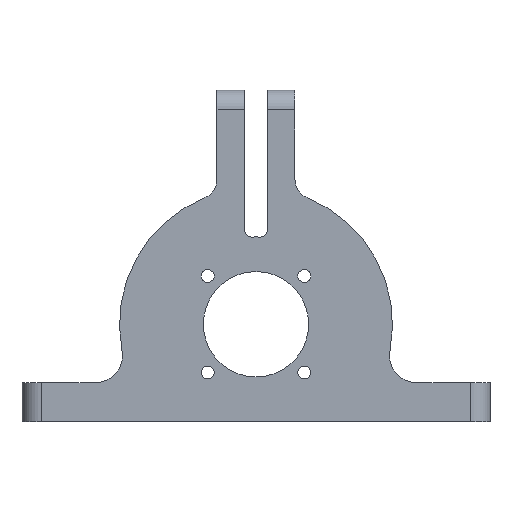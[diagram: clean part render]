
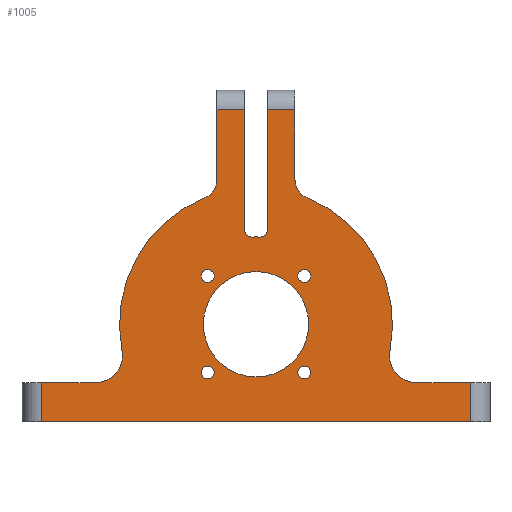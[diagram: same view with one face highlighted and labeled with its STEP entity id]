
A CAD part, left-side view. The second image highlights one B-rep face of the part: STEP entity #1005.
In plain terms, the highlighted planar face has unit normal (-1, 0, 0).
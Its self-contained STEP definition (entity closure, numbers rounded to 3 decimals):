
#26=FACE_BOUND('',#206,.T.);
#27=FACE_BOUND('',#207,.T.);
#28=FACE_BOUND('',#208,.T.);
#29=FACE_BOUND('',#209,.T.);
#30=FACE_BOUND('',#210,.T.);
#78=CIRCLE('',#1100,2.);
#79=CIRCLE('',#1101,22.375);
#80=CIRCLE('',#1102,2.);
#81=CIRCLE('',#1103,5.);
#82=CIRCLE('',#1104,35.);
#83=CIRCLE('',#1105,7.);
#84=CIRCLE('',#1106,7.);
#85=CIRCLE('',#1107,35.);
#86=CIRCLE('',#1108,5.);
#87=CIRCLE('',#1109,1.65);
#88=CIRCLE('',#1110,13.5);
#89=CIRCLE('',#1111,1.65);
#90=CIRCLE('',#1112,1.65);
#91=CIRCLE('',#1113,1.65);
#124=PLANE('',#1099);
#143=FACE_OUTER_BOUND('',#205,.T.);
#205=EDGE_LOOP('',(#735,#736,#737,#738,#739,#740,#741,#742,#743,#744,#745,
#746,#747,#748,#749,#750,#751,#752,#753,#754));
#206=EDGE_LOOP('',(#755));
#207=EDGE_LOOP('',(#756));
#208=EDGE_LOOP('',(#757));
#209=EDGE_LOOP('',(#758));
#210=EDGE_LOOP('',(#759));
#286=LINE('',#1611,#359);
#293=LINE('',#1635,#366);
#295=LINE('',#1648,#368);
#296=LINE('',#1651,#369);
#297=LINE('',#1659,#370);
#298=LINE('',#1660,#371);
#299=LINE('',#1668,#372);
#300=LINE('',#1670,#373);
#301=LINE('',#1672,#374);
#302=LINE('',#1674,#375);
#303=LINE('',#1676,#376);
#359=VECTOR('',#1250,10.);
#366=VECTOR('',#1273,10.);
#368=VECTOR('',#1287,10.);
#369=VECTOR('',#1290,10.);
#370=VECTOR('',#1297,10.);
#371=VECTOR('',#1298,10.);
#372=VECTOR('',#1305,10.);
#373=VECTOR('',#1306,10.);
#374=VECTOR('',#1307,10.);
#375=VECTOR('',#1308,10.);
#376=VECTOR('',#1309,10.);
#455=VERTEX_POINT('',#1608);
#456=VERTEX_POINT('',#1610);
#464=VERTEX_POINT('',#1632);
#465=VERTEX_POINT('',#1634);
#470=VERTEX_POINT('',#1646);
#471=VERTEX_POINT('',#1650);
#472=VERTEX_POINT('',#1652);
#473=VERTEX_POINT('',#1654);
#474=VERTEX_POINT('',#1656);
#475=VERTEX_POINT('',#1658);
#476=VERTEX_POINT('',#1661);
#477=VERTEX_POINT('',#1663);
#478=VERTEX_POINT('',#1665);
#479=VERTEX_POINT('',#1667);
#480=VERTEX_POINT('',#1669);
#481=VERTEX_POINT('',#1671);
#482=VERTEX_POINT('',#1673);
#483=VERTEX_POINT('',#1675);
#484=VERTEX_POINT('',#1677);
#485=VERTEX_POINT('',#1679);
#486=VERTEX_POINT('',#1682);
#487=VERTEX_POINT('',#1684);
#488=VERTEX_POINT('',#1686);
#489=VERTEX_POINT('',#1688);
#490=VERTEX_POINT('',#1690);
#557=EDGE_CURVE('',#456,#455,#286,.T.);
#569=EDGE_CURVE('',#465,#464,#293,.T.);
#576=EDGE_CURVE('',#470,#455,#295,.T.);
#577=EDGE_CURVE('',#470,#471,#296,.T.);
#578=EDGE_CURVE('',#472,#471,#78,.T.);
#579=EDGE_CURVE('',#472,#473,#79,.T.);
#580=EDGE_CURVE('',#474,#473,#80,.T.);
#581=EDGE_CURVE('',#474,#475,#297,.T.);
#582=EDGE_CURVE('',#465,#475,#298,.T.);
#583=EDGE_CURVE('',#476,#464,#81,.T.);
#584=EDGE_CURVE('',#476,#477,#82,.T.);
#585=EDGE_CURVE('',#478,#477,#83,.T.);
#586=EDGE_CURVE('',#479,#478,#299,.T.);
#587=EDGE_CURVE('',#480,#479,#300,.T.);
#588=EDGE_CURVE('',#480,#481,#301,.T.);
#589=EDGE_CURVE('',#482,#481,#302,.T.);
#590=EDGE_CURVE('',#483,#482,#303,.T.);
#591=EDGE_CURVE('',#484,#483,#84,.T.);
#592=EDGE_CURVE('',#484,#485,#85,.T.);
#593=EDGE_CURVE('',#456,#485,#86,.T.);
#594=EDGE_CURVE('',#486,#486,#87,.T.);
#595=EDGE_CURVE('',#487,#487,#88,.T.);
#596=EDGE_CURVE('',#488,#488,#89,.T.);
#597=EDGE_CURVE('',#489,#489,#90,.T.);
#598=EDGE_CURVE('',#490,#490,#91,.T.);
#735=ORIENTED_EDGE('',*,*,#576,.F.);
#736=ORIENTED_EDGE('',*,*,#577,.T.);
#737=ORIENTED_EDGE('',*,*,#578,.F.);
#738=ORIENTED_EDGE('',*,*,#579,.T.);
#739=ORIENTED_EDGE('',*,*,#580,.F.);
#740=ORIENTED_EDGE('',*,*,#581,.T.);
#741=ORIENTED_EDGE('',*,*,#582,.F.);
#742=ORIENTED_EDGE('',*,*,#569,.T.);
#743=ORIENTED_EDGE('',*,*,#583,.F.);
#744=ORIENTED_EDGE('',*,*,#584,.T.);
#745=ORIENTED_EDGE('',*,*,#585,.F.);
#746=ORIENTED_EDGE('',*,*,#586,.F.);
#747=ORIENTED_EDGE('',*,*,#587,.F.);
#748=ORIENTED_EDGE('',*,*,#588,.T.);
#749=ORIENTED_EDGE('',*,*,#589,.F.);
#750=ORIENTED_EDGE('',*,*,#590,.F.);
#751=ORIENTED_EDGE('',*,*,#591,.F.);
#752=ORIENTED_EDGE('',*,*,#592,.T.);
#753=ORIENTED_EDGE('',*,*,#593,.F.);
#754=ORIENTED_EDGE('',*,*,#557,.T.);
#755=ORIENTED_EDGE('',*,*,#594,.T.);
#756=ORIENTED_EDGE('',*,*,#595,.T.);
#757=ORIENTED_EDGE('',*,*,#596,.T.);
#758=ORIENTED_EDGE('',*,*,#597,.T.);
#759=ORIENTED_EDGE('',*,*,#598,.T.);
#1005=ADVANCED_FACE('',(#143,#26,#27,#28,#29,#30),#124,.T.);
#1099=AXIS2_PLACEMENT_3D('',#1649,#1288,#1289);
#1100=AXIS2_PLACEMENT_3D('',#1653,#1291,#1292);
#1101=AXIS2_PLACEMENT_3D('',#1655,#1293,#1294);
#1102=AXIS2_PLACEMENT_3D('',#1657,#1295,#1296);
#1103=AXIS2_PLACEMENT_3D('',#1662,#1299,#1300);
#1104=AXIS2_PLACEMENT_3D('',#1664,#1301,#1302);
#1105=AXIS2_PLACEMENT_3D('',#1666,#1303,#1304);
#1106=AXIS2_PLACEMENT_3D('',#1678,#1310,#1311);
#1107=AXIS2_PLACEMENT_3D('',#1680,#1312,#1313);
#1108=AXIS2_PLACEMENT_3D('',#1681,#1314,#1315);
#1109=AXIS2_PLACEMENT_3D('',#1683,#1316,#1317);
#1110=AXIS2_PLACEMENT_3D('',#1685,#1318,#1319);
#1111=AXIS2_PLACEMENT_3D('',#1687,#1320,#1321);
#1112=AXIS2_PLACEMENT_3D('',#1689,#1322,#1323);
#1113=AXIS2_PLACEMENT_3D('',#1691,#1324,#1325);
#1250=DIRECTION('',(0.,0.,1.));
#1273=DIRECTION('',(0.,0.,-1.));
#1287=DIRECTION('',(0.,-1.,0.));
#1288=DIRECTION('center_axis',(-1.,0.,0.));
#1289=DIRECTION('ref_axis',(0.,-1.,0.));
#1290=DIRECTION('',(0.,0.,-1.));
#1291=DIRECTION('center_axis',(-1.,0.,0.));
#1292=DIRECTION('ref_axis',(0.,-0.692,-0.721));
#1293=DIRECTION('center_axis',(-1.,0.,0.));
#1294=DIRECTION('ref_axis',(0.,1.,0.));
#1295=DIRECTION('center_axis',(-1.,0.,0.));
#1296=DIRECTION('ref_axis',(0.,0.692,-0.721));
#1297=DIRECTION('',(0.,0.,1.));
#1298=DIRECTION('',(0.,-1.,0.));
#1299=DIRECTION('center_axis',(-1.,0.,0.));
#1300=DIRECTION('ref_axis',(0.,-0.829,-0.559));
#1301=DIRECTION('center_axis',(-1.,0.,0.));
#1302=DIRECTION('ref_axis',(0.,-1.,0.));
#1303=DIRECTION('center_axis',(-1.,0.,0.));
#1304=DIRECTION('ref_axis',(0.,-0.772,-0.636));
#1305=DIRECTION('',(0.,-1.,0.));
#1306=DIRECTION('',(0.,0.,1.));
#1307=DIRECTION('',(0.,-1.,0.));
#1308=DIRECTION('',(0.,0.,-1.));
#1309=DIRECTION('',(0.,-1.,0.));
#1310=DIRECTION('center_axis',(-1.,0.,0.));
#1311=DIRECTION('ref_axis',(0.,0.772,-0.636));
#1312=DIRECTION('center_axis',(-1.,0.,0.));
#1313=DIRECTION('ref_axis',(0.,-1.,0.));
#1314=DIRECTION('center_axis',(-1.,0.,0.));
#1315=DIRECTION('ref_axis',(0.,0.829,-0.559));
#1316=DIRECTION('center_axis',(1.,0.,0.));
#1317=DIRECTION('ref_axis',(0.,-1.,0.));
#1318=DIRECTION('center_axis',(1.,0.,0.));
#1319=DIRECTION('ref_axis',(0.,-1.,0.));
#1320=DIRECTION('center_axis',(1.,0.,0.));
#1321=DIRECTION('ref_axis',(0.,-1.,0.));
#1322=DIRECTION('center_axis',(1.,0.,0.));
#1323=DIRECTION('ref_axis',(0.,-1.,0.));
#1324=DIRECTION('center_axis',(1.,0.,0.));
#1325=DIRECTION('ref_axis',(0.,-1.,0.));
#1608=CARTESIAN_POINT('',(-12.,-10.,55.));
#1610=CARTESIAN_POINT('',(-12.,-10.,37.081));
#1611=CARTESIAN_POINT('',(-12.,-10.,0.));
#1632=CARTESIAN_POINT('',(-12.,10.,37.081));
#1634=CARTESIAN_POINT('',(-12.,10.,55.));
#1635=CARTESIAN_POINT('',(-12.,10.,0.));
#1646=CARTESIAN_POINT('',(-12.,-3.,55.));
#1648=CARTESIAN_POINT('',(-12.,-5.,55.));
#1649=CARTESIAN_POINT('Origin',(-12.,0.,5.));
#1650=CARTESIAN_POINT('',(-12.,-3.,24.354));
#1651=CARTESIAN_POINT('',(-12.,-3.,0.));
#1652=CARTESIAN_POINT('',(-12.,-0.918,22.356));
#1653=CARTESIAN_POINT('Origin',(-12.,-1.,24.354));
#1654=CARTESIAN_POINT('',(-12.,0.918,22.356));
#1655=CARTESIAN_POINT('Origin',(-12.,0.,0.));
#1656=CARTESIAN_POINT('',(-12.,3.,24.354));
#1657=CARTESIAN_POINT('Origin',(-12.,1.,24.354));
#1658=CARTESIAN_POINT('',(-12.,3.,55.));
#1659=CARTESIAN_POINT('',(-12.,3.,60.));
#1660=CARTESIAN_POINT('',(-12.,1.5,55.));
#1661=CARTESIAN_POINT('',(-12.,13.125,32.446));
#1662=CARTESIAN_POINT('Origin',(-12.,15.,37.081));
#1663=CARTESIAN_POINT('',(-12.,34.359,-6.667));
#1664=CARTESIAN_POINT('Origin',(-12.,0.,0.));
#1665=CARTESIAN_POINT('',(-12.,41.231,-15.));
#1666=CARTESIAN_POINT('Origin',(-12.,41.231,-8.));
#1667=CARTESIAN_POINT('',(-12.,55.,-15.));
#1668=CARTESIAN_POINT('',(-12.,60.,-15.));
#1669=CARTESIAN_POINT('',(-12.,55.,-25.));
#1670=CARTESIAN_POINT('',(-12.,55.,-10.));
#1671=CARTESIAN_POINT('',(-12.,-55.,-25.));
#1672=CARTESIAN_POINT('',(-12.,60.,-25.));
#1673=CARTESIAN_POINT('',(-12.,-55.,-15.));
#1674=CARTESIAN_POINT('',(-12.,-55.,-10.));
#1675=CARTESIAN_POINT('',(-12.,-41.231,-15.));
#1676=CARTESIAN_POINT('',(-12.,60.,-15.));
#1677=CARTESIAN_POINT('',(-12.,-34.359,-6.667));
#1678=CARTESIAN_POINT('Origin',(-12.,-41.231,-8.));
#1679=CARTESIAN_POINT('',(-12.,-13.125,32.446));
#1680=CARTESIAN_POINT('Origin',(-12.,0.,0.));
#1681=CARTESIAN_POINT('Origin',(-12.,-15.,37.081));
#1682=CARTESIAN_POINT('',(-12.,14.024,12.374));
#1683=CARTESIAN_POINT('Origin',(-12.,12.374,12.374));
#1684=CARTESIAN_POINT('',(-12.,13.5,0.));
#1685=CARTESIAN_POINT('Origin',(-12.,0.,0.));
#1686=CARTESIAN_POINT('',(-12.,14.024,-12.374));
#1687=CARTESIAN_POINT('Origin',(-12.,12.374,-12.374));
#1688=CARTESIAN_POINT('',(-12.,-10.724,12.374));
#1689=CARTESIAN_POINT('Origin',(-12.,-12.374,12.374));
#1690=CARTESIAN_POINT('',(-12.,-10.724,-12.374));
#1691=CARTESIAN_POINT('Origin',(-12.,-12.374,-12.374));
